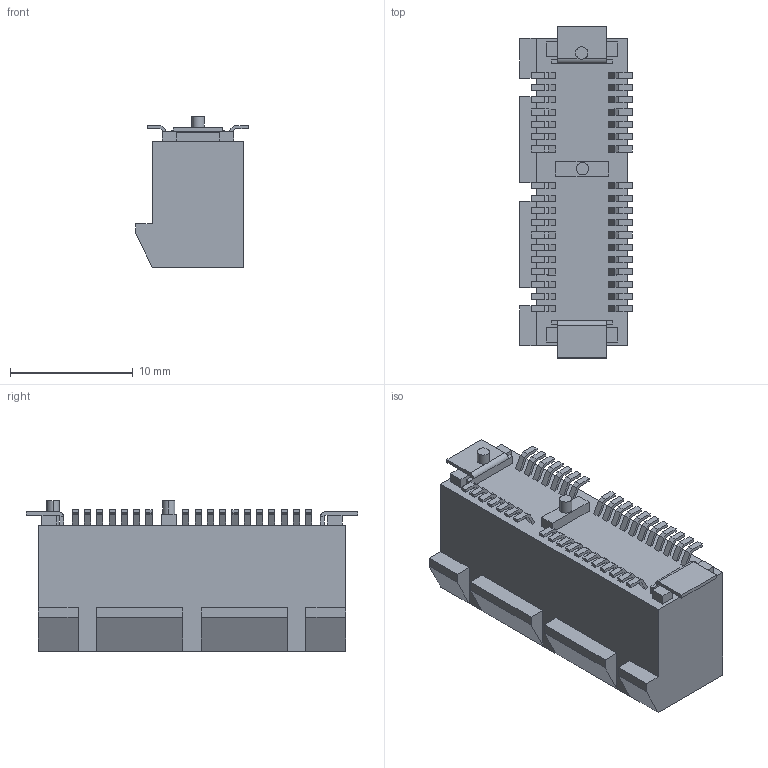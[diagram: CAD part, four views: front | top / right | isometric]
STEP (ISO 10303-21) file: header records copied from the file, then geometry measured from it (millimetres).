
FILE_DESCRIPTION (( 'STEP AP214' ), '1' );
FILE_NAME ('pci-e36psmttypewithpadmt_cus2.STEP', '2009-03-07T09:05:01', ( '' ), ( '' ), 'SwSTEP 2.0', 'SolidWorks 2007', '' );
FILE_SCHEMA (( 'AUTOMOTIVE_DESIGN' ));
Length unit declared in the file: millimetre
Products named in the file (1): pci-e36psmttypewithpadmt_cus2
Bounding box: 9.17 x 27 x 12.25 mm (x, y, z)
Volume: 1731.5 mm3; surface area: 1686 mm2
Topology: 1 solids, 1 shells, 567 faces, 1458 edges, 964 vertices
Faces by surface type: plane 521, cylinder 46
Entity records: 23200 total; most frequent: CARTESIAN_POINT 3000, ORIENTED_EDGE 2916, DIRECTION 2686, EDGE_CURVE 1458, VECTOR 1362, LINE 1362, VERTEX_POINT 964, AXIS2_PLACEMENT_3D 662
